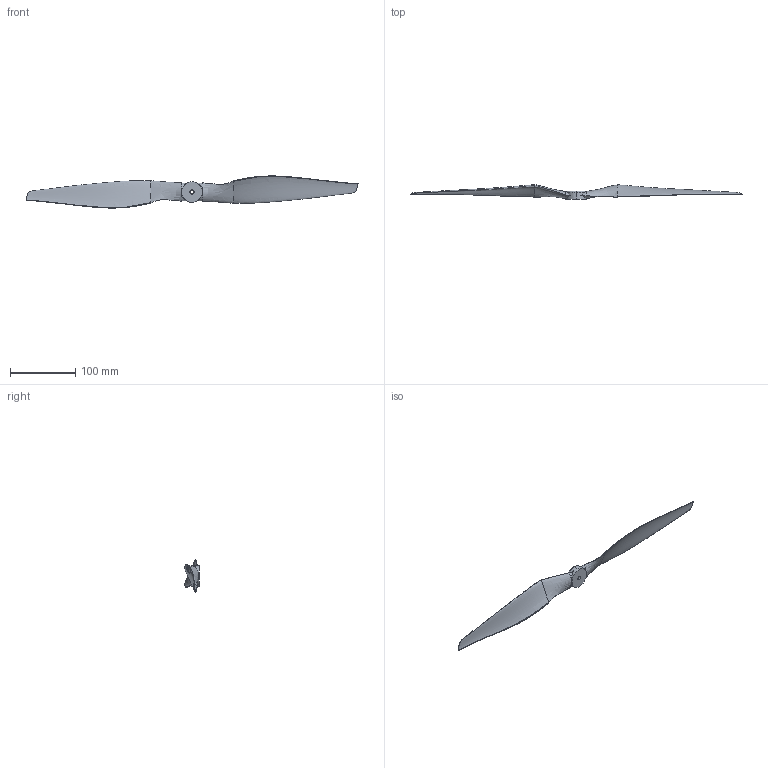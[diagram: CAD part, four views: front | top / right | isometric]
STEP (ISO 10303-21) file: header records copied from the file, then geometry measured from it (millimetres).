
FILE_DESCRIPTION (( 'STEP AP214' ), '1' );
FILE_NAME ('APC_2008_CAD_1_newtip.STEP', '2021-08-24T21:12:56', ( '' ), ( '' ), 'SwSTEP 2.0', 'SolidWorks 2020', '' );
FILE_SCHEMA (( 'AUTOMOTIVE_DESIGN' ));
Length unit declared in the file: millimetre
Products named in the file (1): APC_2008_CAD_1_newtip
Bounding box: 508 x 22.16 x 49.07 mm (x, y, z)
Volume: 56605.6 mm3; surface area: 33988.4 mm2
Topology: 1 solids, 1 shells, 34 faces, 76 edges, 45 vertices
Faces by surface type: bspline 20, cylinder 6, plane 5, torus 3
Entity records: 24150 total; most frequent: CARTESIAN_POINT 23496, ORIENTED_EDGE 152, DIRECTION 84, EDGE_CURVE 76, B_SPLINE_CURVE_WITH_KNOTS 46, VERTEX_POINT 45, AXIS2_PLACEMENT_3D 39, EDGE_LOOP 37
